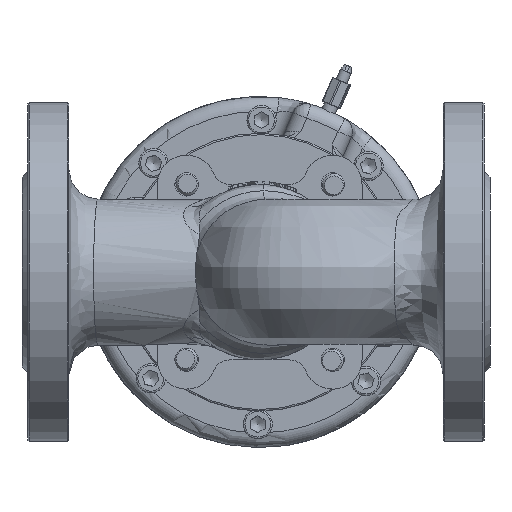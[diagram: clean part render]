
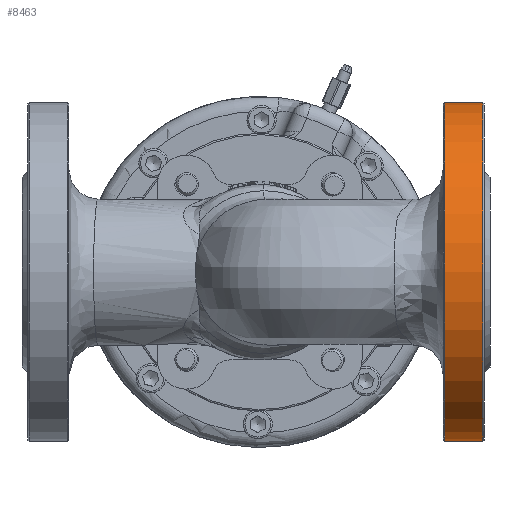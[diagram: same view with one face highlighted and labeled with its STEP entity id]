
A CAD part, front view. The second image highlights one B-rep face of the part: STEP entity #8463.
In plain terms, the highlighted cylindrical face has radius 58 mm (diameter 116 mm), a full revolution.
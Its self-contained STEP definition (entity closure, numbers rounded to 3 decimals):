
#799=LINE('',#20913,#1260);
#1260=VECTOR('',#11595,58.);
#1471=CYLINDRICAL_SURFACE('',#9437,58.);
#2164=FACE_OUTER_BOUND('',#2729,.T.);
#2729=EDGE_LOOP('',(#7230,#7231,#7232,#7233,#7234,#7235));
#3264=CIRCLE('',#9435,58.);
#3265=CIRCLE('',#9436,58.);
#3266=CIRCLE('',#9438,58.);
#3267=CIRCLE('',#9439,58.);
#3976=VERTEX_POINT('',#20906);
#3977=VERTEX_POINT('',#20908);
#3978=VERTEX_POINT('',#20912);
#3979=VERTEX_POINT('',#20914);
#5079=EDGE_CURVE('',#3977,#3976,#3264,.T.);
#5080=EDGE_CURVE('',#3976,#3977,#3265,.T.);
#5081=EDGE_CURVE('',#3977,#3978,#799,.T.);
#5082=EDGE_CURVE('',#3978,#3979,#3266,.T.);
#5083=EDGE_CURVE('',#3979,#3978,#3267,.T.);
#7230=ORIENTED_EDGE('',*,*,#5080,.T.);
#7231=ORIENTED_EDGE('',*,*,#5081,.T.);
#7232=ORIENTED_EDGE('',*,*,#5082,.T.);
#7233=ORIENTED_EDGE('',*,*,#5083,.T.);
#7234=ORIENTED_EDGE('',*,*,#5081,.F.);
#7235=ORIENTED_EDGE('',*,*,#5079,.T.);
#8463=ADVANCED_FACE('',(#2164),#1471,.T.);
#9435=AXIS2_PLACEMENT_3D('',#20909,#11589,#11590);
#9436=AXIS2_PLACEMENT_3D('',#20910,#11591,#11592);
#9437=AXIS2_PLACEMENT_3D('',#20911,#11593,#11594);
#9438=AXIS2_PLACEMENT_3D('',#20915,#11596,#11597);
#9439=AXIS2_PLACEMENT_3D('',#20916,#11598,#11599);
#11589=DIRECTION('center_axis',(1.,0.,0.));
#11590=DIRECTION('ref_axis',(0.,0.,1.));
#11591=DIRECTION('center_axis',(1.,0.,0.));
#11592=DIRECTION('ref_axis',(0.,0.,1.));
#11593=DIRECTION('center_axis',(1.,0.,0.));
#11594=DIRECTION('ref_axis',(0.,0.,-1.));
#11595=DIRECTION('',(1.,0.,0.));
#11596=DIRECTION('center_axis',(-1.,0.,0.));
#11597=DIRECTION('ref_axis',(0.,0.,1.));
#11598=DIRECTION('center_axis',(-1.,0.,0.));
#11599=DIRECTION('ref_axis',(0.,0.,1.));
#20906=CARTESIAN_POINT('',(144.5,0.,-58.));
#20908=CARTESIAN_POINT('',(144.5,0.,58.));
#20909=CARTESIAN_POINT('Origin',(144.5,0.,0.));
#20910=CARTESIAN_POINT('Origin',(144.5,0.,0.));
#20911=CARTESIAN_POINT('Origin',(158.,0.,0.));
#20912=CARTESIAN_POINT('',(157.5,0.,58.));
#20913=CARTESIAN_POINT('',(158.,0.,58.));
#20914=CARTESIAN_POINT('',(157.5,0.,-58.));
#20915=CARTESIAN_POINT('Origin',(157.5,0.,0.));
#20916=CARTESIAN_POINT('Origin',(157.5,0.,0.));
